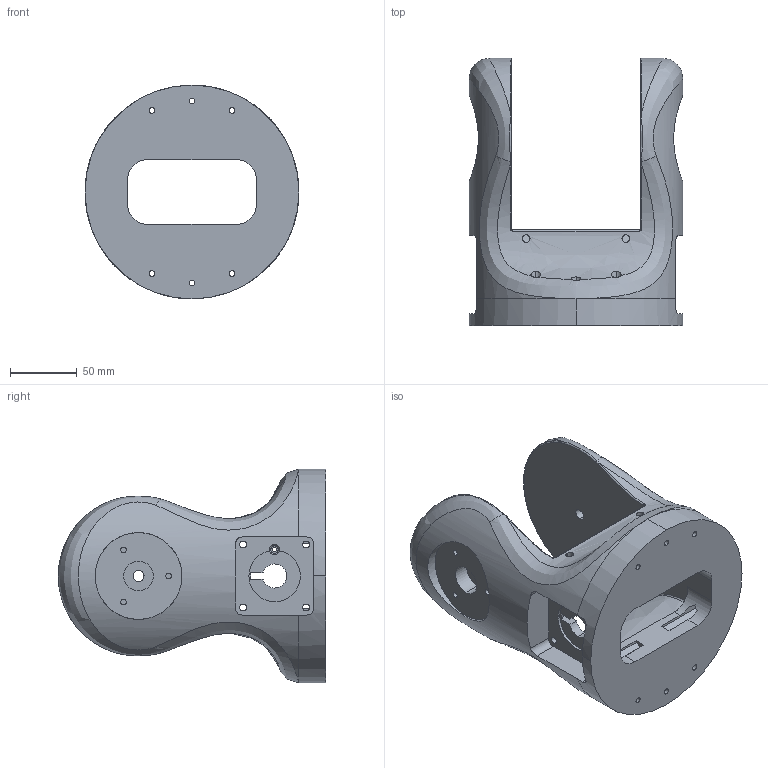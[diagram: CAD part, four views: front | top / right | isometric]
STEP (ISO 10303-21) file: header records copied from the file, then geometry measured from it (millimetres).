
FILE_DESCRIPTION (( 'STEP AP203' ), '1' );
FILE_NAME ('2M1D_Predeterminado_sldprt.STEP', '2024-02-29T15:19:28', ( '' ), ( '' ), 'SwSTEP 2.0', 'SolidWorks 2022', '' );
FILE_SCHEMA (( 'CONFIG_CONTROL_DESIGN' ));
Length unit declared in the file: millimetre
Products named in the file (1): 2M1D_Predeterminado_sldprt
Bounding box: 160 x 200 x 160 mm (x, y, z)
Volume: 1271490.8 mm3; surface area: 157361.5 mm2
Topology: 1 solids, 1 shells, 262 faces, 702 edges, 454 vertices
Faces by surface type: cylinder 116, plane 109, bspline 26, cone 6, torus 5
Entity records: 12685 total; most frequent: CARTESIAN_POINT 6144, ORIENTED_EDGE 1398, DIRECTION 1274, EDGE_CURVE 699, AXIS2_PLACEMENT_3D 470, VERTEX_POINT 454, LINE 334, VECTOR 334
